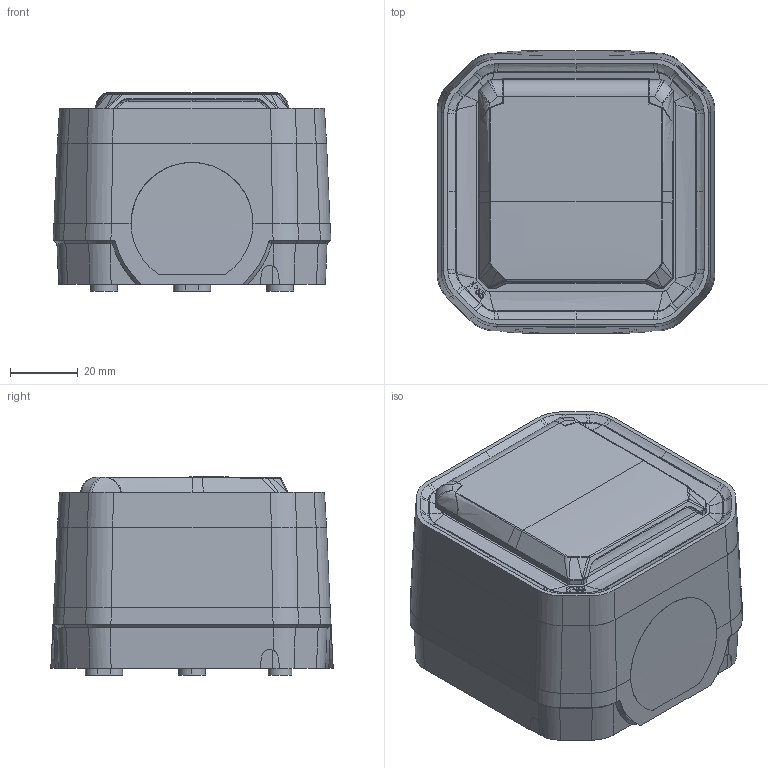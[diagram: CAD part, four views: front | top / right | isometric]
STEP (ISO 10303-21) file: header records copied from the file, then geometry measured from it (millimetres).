
FILE_DESCRIPTION(('CATIA V5 STEP Exchange','CAx-IF Rec.Pracs.--- Model Styling and Organization---1.5--- 2016-08-15','CAx-IF Rec.Pracs.---Supplemental Geometry---1.0---2011-11-01','CAx-IF Rec.Pracs.--- Composite Materials ---1.1---2010-07-15'),'2;1');
FILE_NAME('Volume Prise Saillie.stp','2021-12-22T12:41:11+00:00',('none'),('none'),'CATIA Version 5-6 Release 2020 SP3','CATIA V5 STEP AP214 v2','none');
FILE_SCHEMA(('AUTOMOTIVE_DESIGN { 1 0 10303 214 1 1 1 1 }'));
Length unit declared in the file: millimetre
Products named in the file (1): Volume Prise Saillie
Bounding box: 82.09 x 83.45 x 58.55 mm (x, y, z)
Volume: 328979.4 mm3; surface area: 76580.6 mm2
Topology: 5 solids, 5 shells, 498 faces, 1361 edges, 882 vertices
Faces by surface type: bspline 200, plane 149, cylinder 78, extrusion 71
Entity records: 28338 total; most frequent: CARTESIAN_POINT 18164, ORIENTED_EDGE 2706, EDGE_CURVE 1353, DIRECTION 992, B_SPLINE_CURVE_WITH_KNOTS 922, VERTEX_POINT 882, EDGE_LOOP 515, ADVANCED_FACE 498
